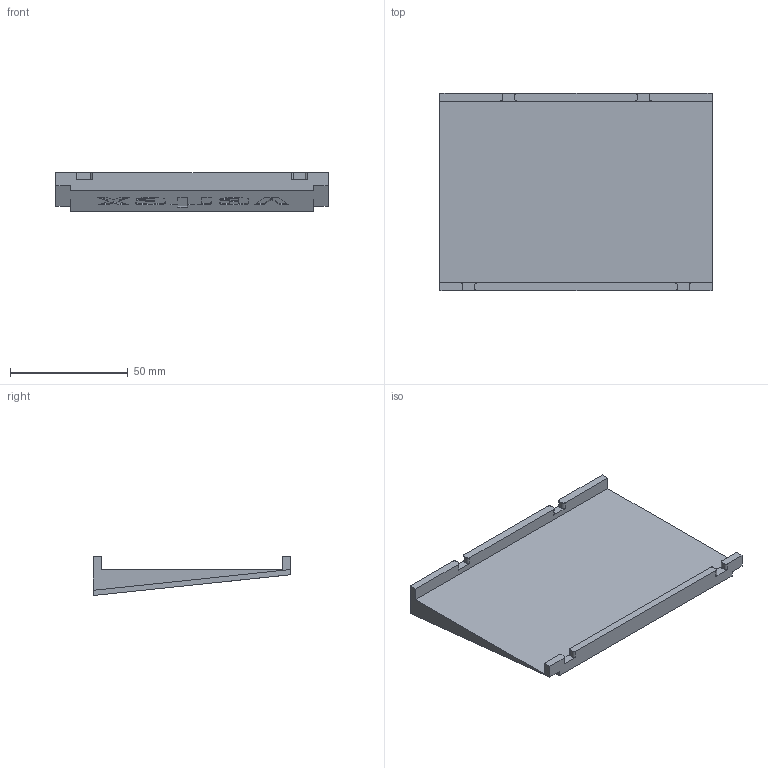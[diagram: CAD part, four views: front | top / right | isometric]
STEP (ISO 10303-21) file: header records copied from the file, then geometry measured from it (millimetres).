
FILE_DESCRIPTION(/* description */ (''),/* implementation_level */ '2;1');
FILE_NAME(/* name */ 'Bottom_Center.step',/* time_stamp */ '2021-11-27T19:11:23+01:00',/* author */ (''),/* organization */ (''),/* preprocessor_version */ 'ST-DEVELOPER v18.1',/* originating_system */ 'Autodesk Translation Framework v10.10.0.1391',/* authorisation */ '');
FILE_SCHEMA (('AUTOMOTIVE_DESIGN { 1 0 10303 214 3 1 1 }'));
Length unit declared in the file: millimetre
Products named in the file (1): Bottom_Center
Bounding box: 115.46 x 83.8 x 16.54 mm (x, y, z)
Volume: 65139 mm3; surface area: 24935.4 mm2
Topology: 1 solids, 1 shells, 184 faces, 522 edges, 348 vertices
Faces by surface type: plane 95, cylinder 61, bspline 28
Entity records: 6378 total; most frequent: CARTESIAN_POINT 1661, ORIENTED_EDGE 1044, DIRECTION 882, EDGE_CURVE 522, VERTEX_POINT 348, LINE 324, VECTOR 324, AXIS2_PLACEMENT_3D 279
